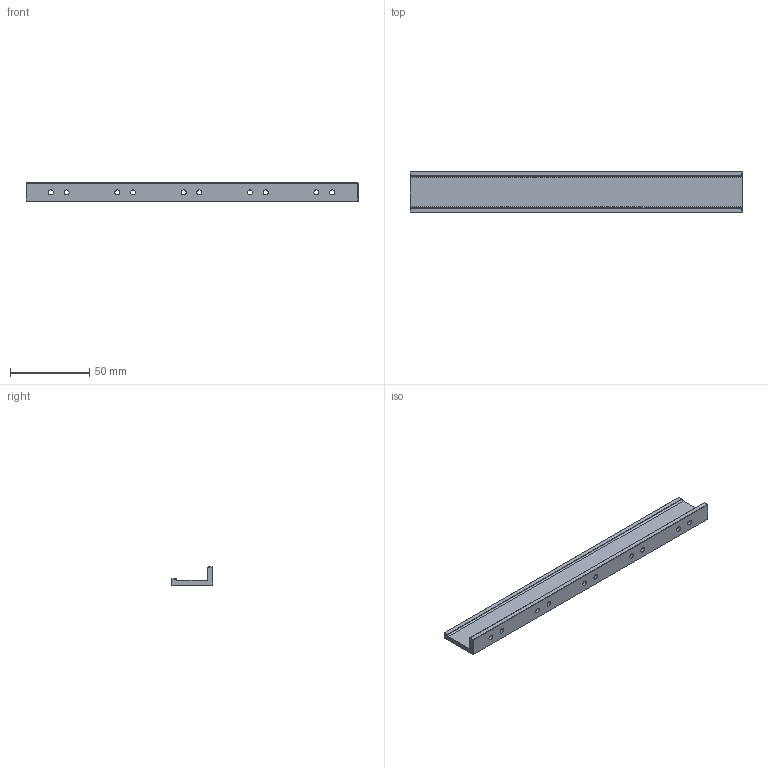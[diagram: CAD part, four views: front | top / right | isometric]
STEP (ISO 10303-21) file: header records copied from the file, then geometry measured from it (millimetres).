
FILE_DESCRIPTION(('FreeCAD Model'),'2;1');
FILE_NAME('Open CASCADE Shape Model','2023-04-22T20:02:40',(''),(''), 'Open CASCADE STEP processor 7.6','FreeCAD','Unknown');
FILE_SCHEMA(('AUTOMOTIVE_DESIGN { 1 0 10303 214 1 1 1 1 }'));
Length unit declared in the file: millimetre
Products named in the file (1): spacer
Bounding box: 210 x 26 x 11.5 mm (x, y, z)
Volume: 22185.3 mm3; surface area: 16269.3 mm2
Topology: 1 solids, 1 shells, 39 faces, 127 edges, 76 vertices
Faces by surface type: cylinder 23, plane 9, sphere 4, bspline 3
Full cylindrical faces by diameter (mm): 3.2 x10
Entity records: 4109 total; most frequent: CARTESIAN_POINT 1700, DIRECTION 437, ORIENTED_EDGE 246, PCURVE 246, DEFINITIONAL_REPRESENTATION 246, LINE 227, VECTOR 227, EDGE_CURVE 123
